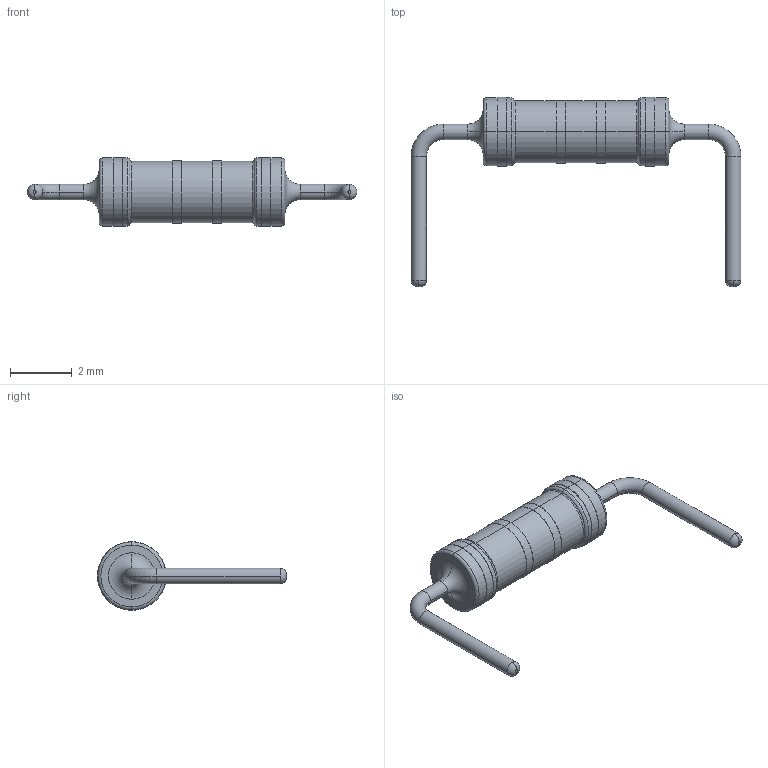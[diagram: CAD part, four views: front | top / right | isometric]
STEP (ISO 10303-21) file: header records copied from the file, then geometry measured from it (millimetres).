
FILE_DESCRIPTION (( 'STEP AP214' ), '1' );
FILE_NAME ('R1K.STEP', '2017-10-08T22:42:32', ( '' ), ( '' ), 'SwSTEP 2.0', 'SolidWorks 2017', '' );
FILE_SCHEMA (( 'AUTOMOTIVE_DESIGN' ));
Length unit declared in the file: millimetre
Products named in the file (1): R1K
Bounding box: 10.66 x 6.11 x 2.22 mm (x, y, z)
Volume: 23.1 mm3; surface area: 67.5 mm2
Topology: 1 solids, 1 shells, 66 faces, 138 edges, 84 vertices
Faces by surface type: cylinder 30, torus 24, plane 12
Entity records: 2470 total; most frequent: DIRECTION 380, CARTESIAN_POINT 289, ORIENTED_EDGE 276, AXIS2_PLACEMENT_3D 175, EDGE_CURVE 138, CIRCLE 108, VERTEX_POINT 84, EDGE_LOOP 76
